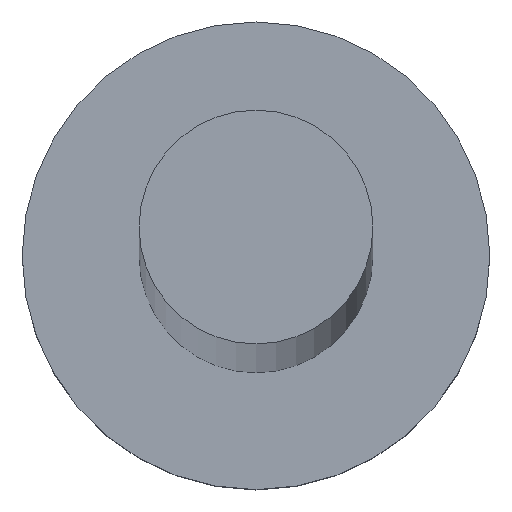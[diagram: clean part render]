
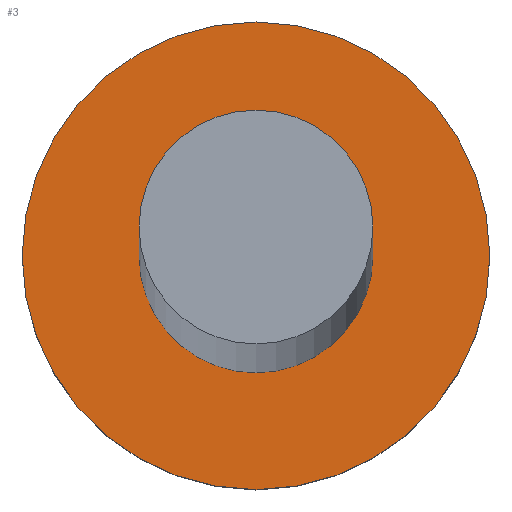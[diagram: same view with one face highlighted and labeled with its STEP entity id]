
A CAD part, top view. The second image highlights one B-rep face of the part: STEP entity #3.
In plain terms, the highlighted planar face has unit normal (0, 0, 1).
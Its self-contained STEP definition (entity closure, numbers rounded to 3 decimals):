
#3 = ADVANCED_FACE ( 'NONE', ( #167, #128 ), #22, .T. ) ;
#5 = DIRECTION ( 'NONE',  ( 0., 0., 1. ) ) ;
#8 = DIRECTION ( 'NONE',  ( 1., 0., 0. ) ) ;
#22 = PLANE ( 'NONE',  #65 ) ;
#25 = CARTESIAN_POINT ( 'NONE',  ( 0., 0., 3. ) ) ;
#27 = EDGE_CURVE ( 'NONE', #220, #39, #57, .T. ) ;
#33 = EDGE_CURVE ( 'NONE', #107, #62, #70, .T. ) ;
#38 = EDGE_CURVE ( 'NONE', #62, #107, #193, .T. ) ;
#39 = VERTEX_POINT ( 'NONE', #90 ) ;
#46 = AXIS2_PLACEMENT_3D ( 'NONE', #187, #170, #156 ) ;
#48 = DIRECTION ( 'NONE',  ( 0., 0., 1. ) ) ;
#49 = CARTESIAN_POINT ( 'NONE',  ( 3.5, 0., 3. ) ) ;
#50 = AXIS2_PLACEMENT_3D ( 'NONE', #25, #184, #8 ) ;
#53 = CARTESIAN_POINT ( 'NONE',  ( 0., 0., 3. ) ) ;
#57 = CIRCLE ( 'NONE', #50, 1.75 ) ;
#62 = VERTEX_POINT ( 'NONE', #228 ) ;
#64 = ORIENTED_EDGE ( 'NONE', *, *, #27, .F. ) ;
#65 = AXIS2_PLACEMENT_3D ( 'NONE', #223, #5, #241 ) ;
#69 = CARTESIAN_POINT ( 'NONE',  ( 0., 0., 3. ) ) ;
#70 = CIRCLE ( 'NONE', #233, 3.5 ) ;
#73 = EDGE_CURVE ( 'NONE', #39, #220, #237, .T. ) ;
#85 = ORIENTED_EDGE ( 'NONE', *, *, #73, .F. ) ;
#90 = CARTESIAN_POINT ( 'NONE',  ( -1.75, 0., 3. ) ) ;
#106 = ORIENTED_EDGE ( 'NONE', *, *, #38, .T. ) ;
#107 = VERTEX_POINT ( 'NONE', #49 ) ;
#112 = DIRECTION ( 'NONE',  ( 0., 0., 1. ) ) ;
#128 = FACE_OUTER_BOUND ( 'NONE', #181, .T. ) ;
#153 = DIRECTION ( 'NONE',  ( 1., 0., 0. ) ) ;
#155 = DIRECTION ( 'NONE',  ( 1., 0., 0. ) ) ;
#156 = DIRECTION ( 'NONE',  ( 1., 0., 0. ) ) ;
#166 = ORIENTED_EDGE ( 'NONE', *, *, #33, .T. ) ;
#167 = FACE_BOUND ( 'NONE', #180, .T. ) ;
#170 = DIRECTION ( 'NONE',  ( 0., 0., 1. ) ) ;
#172 = CARTESIAN_POINT ( 'NONE',  ( 1.75, 0., 3. ) ) ;
#180 = EDGE_LOOP ( 'NONE', ( #85, #64 ) ) ;
#181 = EDGE_LOOP ( 'NONE', ( #106, #166 ) ) ;
#184 = DIRECTION ( 'NONE',  ( 0., 0., 1. ) ) ;
#187 = CARTESIAN_POINT ( 'NONE',  ( 0., 0., 3. ) ) ;
#193 = CIRCLE ( 'NONE', #249, 3.5 ) ;
#220 = VERTEX_POINT ( 'NONE', #172 ) ;
#223 = CARTESIAN_POINT ( 'NONE',  ( 0., 0., 3. ) ) ;
#228 = CARTESIAN_POINT ( 'NONE',  ( -3.5, 0., 3. ) ) ;
#233 = AXIS2_PLACEMENT_3D ( 'NONE', #53, #48, #153 ) ;
#237 = CIRCLE ( 'NONE', #46, 1.75 ) ;
#241 = DIRECTION ( 'NONE',  ( 1., 0., 0. ) ) ;
#249 = AXIS2_PLACEMENT_3D ( 'NONE', #69, #112, #155 ) ;
